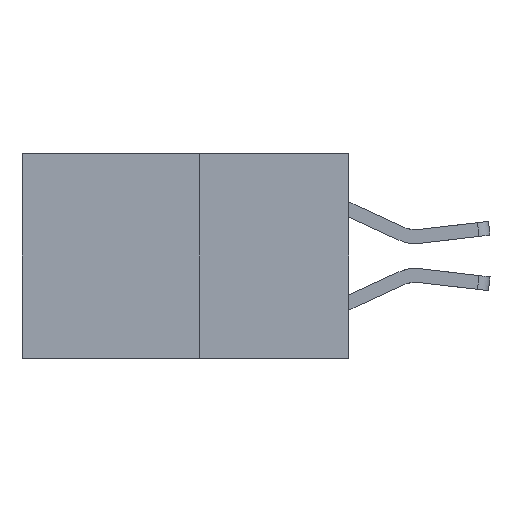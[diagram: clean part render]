
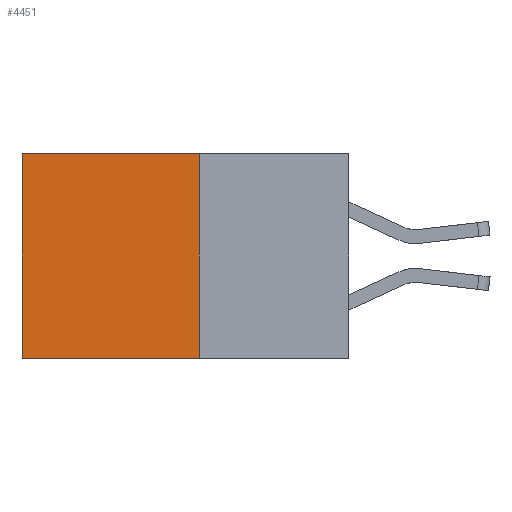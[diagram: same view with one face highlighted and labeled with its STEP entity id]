
A CAD part, left-side view. The second image highlights one B-rep face of the part: STEP entity #4451.
In plain terms, the highlighted planar face has unit normal (-1, 0, 0).
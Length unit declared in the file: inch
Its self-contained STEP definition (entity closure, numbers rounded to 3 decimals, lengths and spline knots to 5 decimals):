
#254 = EDGE_CURVE ( 'NONE', #6099, #4132, #4229, .T. ) ;
#1351 = AXIS2_PLACEMENT_3D ( 'NONE', #6444, #5486, #5461 ) ;
#1503 = LINE ( 'NONE', #5908, #9007 ) ;
#3406 = EDGE_CURVE ( 'NONE', #6099, #7405, #8369, .T. ) ;
#4132 = VERTEX_POINT ( 'NONE', #9394 ) ;
#4229 = LINE ( 'NONE', #7823, #7830 ) ;
#4370 = EDGE_CURVE ( 'NONE', #7405, #7478, #8139, .T. ) ;
#4437 = EDGE_CURVE ( 'NONE', #4132, #7478, #1503, .T. ) ;
#4451 = ADVANCED_FACE ( 'NONE', ( #7111 ), #5564, .F. ) ;
#4662 = ORIENTED_EDGE ( 'NONE', *, *, #4437, .F. ) ;
#4883 = ORIENTED_EDGE ( 'NONE', *, *, #3406, .T. ) ;
#5051 = DIRECTION ( 'NONE',  ( 0., 1., 0. ) ) ;
#5090 = CARTESIAN_POINT ( 'NONE',  ( 0.277, 0.27, 0. ) ) ;
#5387 = CARTESIAN_POINT ( 'NONE',  ( 0.277, 0.27, 0. ) ) ;
#5461 = DIRECTION ( 'NONE',  ( 0., 0., -1. ) ) ;
#5486 = DIRECTION ( 'NONE',  ( 1., 0., 0. ) ) ;
#5564 = PLANE ( 'NONE',  #1351 ) ;
#5738 = CARTESIAN_POINT ( 'NONE',  ( 0.277, 0.59, 0. ) ) ;
#5842 = DIRECTION ( 'NONE',  ( 0., 1., 0. ) ) ;
#5908 = CARTESIAN_POINT ( 'NONE',  ( 0.277, 0.27, -0.37 ) ) ;
#6099 = VERTEX_POINT ( 'NONE', #5387 ) ;
#6210 = EDGE_LOOP ( 'NONE', ( #6363, #4662, #8479, #4883 ) ) ;
#6255 = VECTOR ( 'NONE', #6742, 39.37008 ) ;
#6363 = ORIENTED_EDGE ( 'NONE', *, *, #4370, .T. ) ;
#6444 = CARTESIAN_POINT ( 'NONE',  ( 0.277, 0.27, -0.37 ) ) ;
#6742 = DIRECTION ( 'NONE',  ( 0., 0., -1. ) ) ;
#6856 = CARTESIAN_POINT ( 'NONE',  ( 0.277, 0.59, -0.37 ) ) ;
#7111 = FACE_OUTER_BOUND ( 'NONE', #6210, .T. ) ;
#7179 = DIRECTION ( 'NONE',  ( 0., 0., -1. ) ) ;
#7405 = VERTEX_POINT ( 'NONE', #5738 ) ;
#7478 = VERTEX_POINT ( 'NONE', #7925 ) ;
#7823 = CARTESIAN_POINT ( 'NONE',  ( 0.277, 0.27, -0.37 ) ) ;
#7830 = VECTOR ( 'NONE', #7179, 39.37008 ) ;
#7925 = CARTESIAN_POINT ( 'NONE',  ( 0.277, 0.59, -0.37 ) ) ;
#8138 = VECTOR ( 'NONE', #5051, 39.37008 ) ;
#8139 = LINE ( 'NONE', #6856, #6255 ) ;
#8369 = LINE ( 'NONE', #5090, #8138 ) ;
#8479 = ORIENTED_EDGE ( 'NONE', *, *, #254, .F. ) ;
#9007 = VECTOR ( 'NONE', #5842, 39.37008 ) ;
#9394 = CARTESIAN_POINT ( 'NONE',  ( 0.277, 0.27, -0.37 ) ) ;
